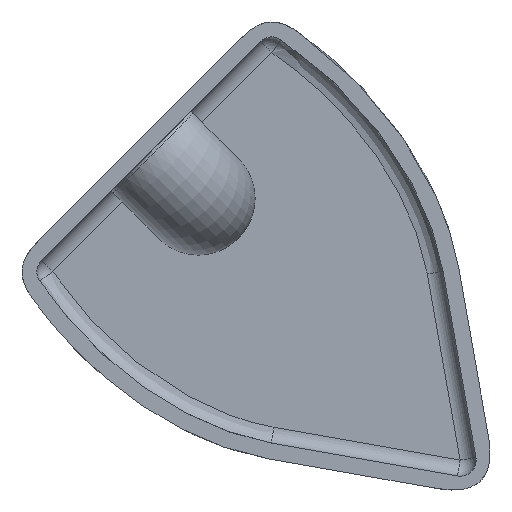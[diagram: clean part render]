
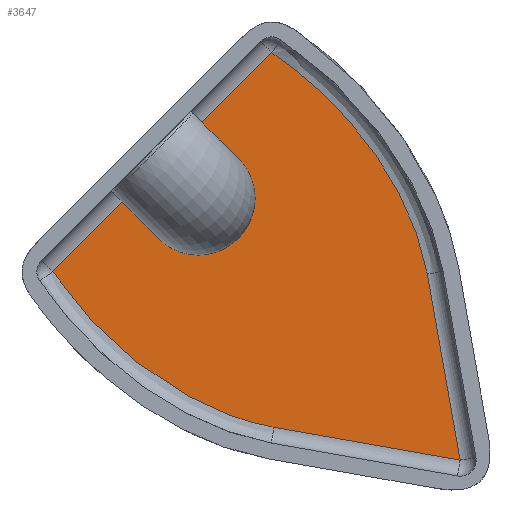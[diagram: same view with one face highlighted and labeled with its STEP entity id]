
A CAD part, front view. The second image highlights one B-rep face of the part: STEP entity #3647.
In plain terms, the highlighted planar face has unit normal (0, -1, 0).
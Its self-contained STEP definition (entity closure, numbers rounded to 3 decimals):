
#26 = CARTESIAN_POINT ( 'NONE',  ( 19.18, 0., 52.423 ) ) ;
#44 = CARTESIAN_POINT ( 'NONE',  ( -11.712, 0., -48.476 ) ) ;
#53 = CARTESIAN_POINT ( 'NONE',  ( 31.628, 0., 39.362 ) ) ;
#256 = CARTESIAN_POINT ( 'NONE',  ( -56.002, 0., -15.082 ) ) ;
#259 = VERTEX_POINT ( 'NONE', #2382 ) ;
#270 = CARTESIAN_POINT ( 'NONE',  ( -30.745, 0., -38.082 ) ) ;
#311 = CARTESIAN_POINT ( 'NONE',  ( 52.03, 0., 1.504 ) ) ;
#352 = VECTOR ( 'NONE', #548, 1000. ) ;
#354 = CARTESIAN_POINT ( 'NONE',  ( 24.427, 0., 47.405 ) ) ;
#548 = DIRECTION ( 'NONE',  ( -0.707, 0., -0.707 ) ) ;
#584 = CARTESIAN_POINT ( 'NONE',  ( 4.926, 0., 63.609 ) ) ;
#610 = CARTESIAN_POINT ( 'NONE',  ( 4.926, 0., 63.609 ) ) ;
#703 = CARTESIAN_POINT ( 'NONE',  ( 53.567, 0., -5.597 ) ) ;
#717 = AXIS2_PLACEMENT_3D ( 'NONE', #1724, #1734, #1975 ) ;
#794 = DIRECTION ( 'NONE',  ( 0.985, 0., -0.174 ) ) ;
#883 = CARTESIAN_POINT ( 'NONE',  ( 53.567, 0., -5.597 ) ) ;
#900 = VERTEX_POINT ( 'NONE', #584 ) ;
#953 = EDGE_CURVE ( 'NONE', #3101, #1046, #2639, .T. ) ;
#965 = VECTOR ( 'NONE', #794, 1000. ) ;
#1046 = VERTEX_POINT ( 'NONE', #1402 ) ;
#1049 = EDGE_CURVE ( 'NONE', #259, #3101, #2047, .T. ) ;
#1082 = CARTESIAN_POINT ( 'NONE',  ( -47.405, 0., -24.427 ) ) ;
#1111 = CARTESIAN_POINT ( 'NONE',  ( -61.584, 0., -7.946 ) ) ;
#1123 = EDGE_CURVE ( 'NONE', #1046, #1891, #2943, .T. ) ;
#1153 = CARTESIAN_POINT ( 'NONE',  ( 48.476, 0., 11.712 ) ) ;
#1175 = DIRECTION ( 'NONE',  ( -0.174, 0., 0.985 ) ) ;
#1176 = VECTOR ( 'NONE', #1175, 1000. ) ;
#1327 = ORIENTED_EDGE ( 'NONE', *, *, #953, .T. ) ;
#1364 = CARTESIAN_POINT ( 'NONE',  ( -59.426, 0., -10.86 ) ) ;
#1377 = CARTESIAN_POINT ( 'NONE',  ( -23.075, 0., -42.825 ) ) ;
#1402 = CARTESIAN_POINT ( 'NONE',  ( 63.836, 0., -63.836 ) ) ;
#1428 = CARTESIAN_POINT ( 'NONE',  ( 52.932, 0., -1.999 ) ) ;
#1440 = CARTESIAN_POINT ( 'NONE',  ( 7.946, 0., 61.584 ) ) ;
#1444 = CARTESIAN_POINT ( 'NONE',  ( -8.36, 0., -49.803 ) ) ;
#1489 = EDGE_CURVE ( 'NONE', #900, #259, #1605, .T. ) ;
#1605 = LINE ( 'NONE', #3341, #352 ) ;
#1612 = ORIENTED_EDGE ( 'NONE', *, *, #1049, .T. ) ;
#1633 = CARTESIAN_POINT ( 'NONE',  ( -63.609, 0., -4.926 ) ) ;
#1695 = CARTESIAN_POINT ( 'NONE',  ( 43.711, 0., 21.491 ) ) ;
#1718 = CARTESIAN_POINT ( 'NONE',  ( 33.864, 0., 36.555 ) ) ;
#1724 = CARTESIAN_POINT ( 'NONE',  ( -12.561, 0., 12.561 ) ) ;
#1734 = DIRECTION ( 'NONE',  ( 0., 1., 0. ) ) ;
#1737 = CARTESIAN_POINT ( 'NONE',  ( 42.825, 0., 23.075 ) ) ;
#1743 = CARTESIAN_POINT ( 'NONE',  ( 1.999, 0., -52.932 ) ) ;
#1891 = VERTEX_POINT ( 'NONE', #703 ) ;
#1911 = CARTESIAN_POINT ( 'NONE',  ( -54.83, 0., -16.465 ) ) ;
#1919 = ORIENTED_EDGE ( 'NONE', *, *, #1123, .T. ) ;
#1924 = CARTESIAN_POINT ( 'NONE',  ( -36.555, 0., -33.864 ) ) ;
#1937 = CARTESIAN_POINT ( 'NONE',  ( -21.491, 0., -43.711 ) ) ;
#1975 = DIRECTION ( 'NONE',  ( 0., 0., 1. ) ) ;
#1993 = CARTESIAN_POINT ( 'NONE',  ( 20.516, 0., 51.187 ) ) ;
#2004 = CARTESIAN_POINT ( 'NONE',  ( 5.597, 0., -53.567 ) ) ;
#2016 = CARTESIAN_POINT ( 'NONE',  ( 45.406, 0., 18.269 ) ) ;
#2047 = B_SPLINE_CURVE_WITH_KNOTS ( 'NONE', 3,
 ( #1633, #1111, #1364, #256, #1911, #2486, #2770, #1082, #3338, #2784, #1924, #270, #2217, #1377, #1937, #2229, #3439, #44, #1444, #2857, #1743, #2847 ),
 .UNSPECIFIED., .F., .F.,
 ( 4, 2, 2, 2, 2, 2, 2, 2, 2, 2, 4 ),
 ( 0., 0.011, 0.016, 0.022, 0.033, 0.043, 0.054, 0.06, 0.065, 0.076, 0.087 ),
 .UNSPECIFIED. ) ;
#2217 = CARTESIAN_POINT ( 'NONE',  ( -27.741, 0., -40.063 ) ) ;
#2229 = CARTESIAN_POINT ( 'NONE',  ( -18.269, 0., -45.406 ) ) ;
#2253 = CARTESIAN_POINT ( 'NONE',  ( 70.868, 0., -65.076 ) ) ;
#2260 = CARTESIAN_POINT ( 'NONE',  ( 40.063, 0., 27.741 ) ) ;
#2382 = CARTESIAN_POINT ( 'NONE',  ( -63.609, 0., -4.926 ) ) ;
#2486 = CARTESIAN_POINT ( 'NONE',  ( -52.423, 0., -19.18 ) ) ;
#2513 = B_SPLINE_CURVE_WITH_KNOTS ( 'NONE', 3,
 ( #2558, #1428, #311, #2579, #1153, #3151, #2016, #1695, #1737, #2260, #3414, #1718, #53, #3140, #354, #1993, #26, #2827, #2567, #2546, #1440, #610 ),
 .UNSPECIFIED., .F., .F.,
 ( 4, 2, 2, 2, 2, 2, 2, 2, 2, 2, 4 ),
 ( 0., 0.011, 0.022, 0.027, 0.032, 0.043, 0.054, 0.065, 0.07, 0.076, 0.086 ),
 .UNSPECIFIED. ) ;
#2546 = CARTESIAN_POINT ( 'NONE',  ( 10.86, 0., 59.426 ) ) ;
#2558 = CARTESIAN_POINT ( 'NONE',  ( 53.567, 0., -5.597 ) ) ;
#2567 = CARTESIAN_POINT ( 'NONE',  ( 15.082, 0., 56.002 ) ) ;
#2579 = CARTESIAN_POINT ( 'NONE',  ( 49.803, 0., 8.36 ) ) ;
#2639 = LINE ( 'NONE', #2253, #965 ) ;
#2674 = EDGE_LOOP ( 'NONE', ( #1919, #2926, #2901, #1612, #1327 ) ) ;
#2770 = CARTESIAN_POINT ( 'NONE',  ( -51.187, 0., -20.516 ) ) ;
#2784 = CARTESIAN_POINT ( 'NONE',  ( -39.362, 0., -31.628 ) ) ;
#2827 = CARTESIAN_POINT ( 'NONE',  ( 16.465, 0., 54.83 ) ) ;
#2841 = FACE_OUTER_BOUND ( 'NONE', #2674, .T. ) ;
#2847 = CARTESIAN_POINT ( 'NONE',  ( 5.597, 0., -53.567 ) ) ;
#2857 = CARTESIAN_POINT ( 'NONE',  ( -1.504, 0., -52.03 ) ) ;
#2901 = ORIENTED_EDGE ( 'NONE', *, *, #1489, .T. ) ;
#2926 = ORIENTED_EDGE ( 'NONE', *, *, #3073, .T. ) ;
#2943 = LINE ( 'NONE', #883, #1176 ) ;
#3073 = EDGE_CURVE ( 'NONE', #1891, #900, #2513, .T. ) ;
#3101 = VERTEX_POINT ( 'NONE', #2004 ) ;
#3140 = CARTESIAN_POINT ( 'NONE',  ( 26.909, 0., 44.787 ) ) ;
#3151 = CARTESIAN_POINT ( 'NONE',  ( 46.208, 0., 16.643 ) ) ;
#3338 = CARTESIAN_POINT ( 'NONE',  ( -44.787, 0., -26.909 ) ) ;
#3341 = CARTESIAN_POINT ( 'NONE',  ( -29.341, 0., 29.341 ) ) ;
#3400 = PLANE ( 'NONE',  #717 ) ;
#3414 = CARTESIAN_POINT ( 'NONE',  ( 38.082, 0., 30.745 ) ) ;
#3439 = CARTESIAN_POINT ( 'NONE',  ( -16.643, 0., -46.208 ) ) ;
#3647 = ADVANCED_FACE ( 'NONE', ( #2841 ), #3400, .F. ) ;
